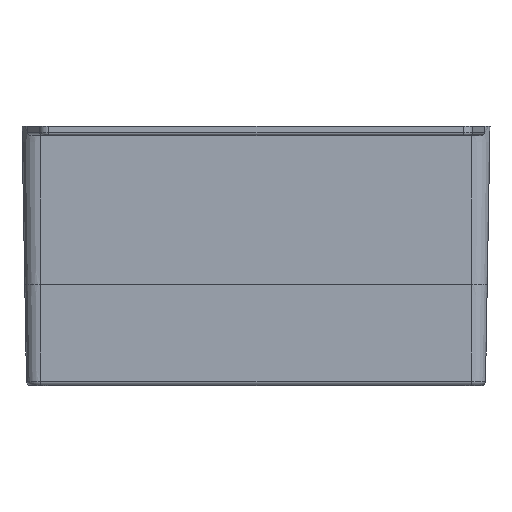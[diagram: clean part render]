
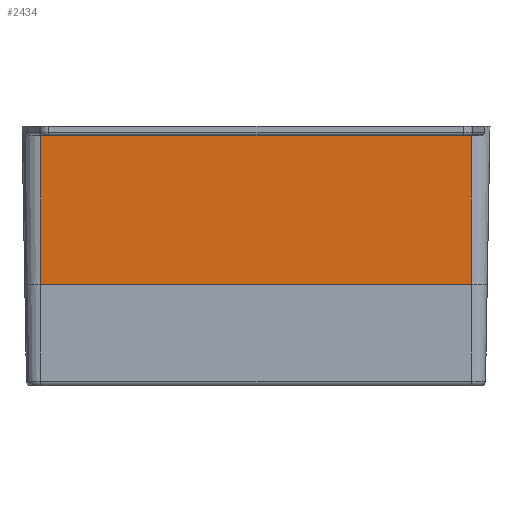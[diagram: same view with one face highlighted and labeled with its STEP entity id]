
A CAD part, front view. The second image highlights one B-rep face of the part: STEP entity #2434.
In plain terms, the highlighted planar face has unit normal (0, -1, -0.018).
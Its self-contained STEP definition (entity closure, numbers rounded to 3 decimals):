
#2374 = ORIENTED_EDGE ( 'NONE', *, *, #2455, .T. ) ;
#2375 = EDGE_CURVE ( 'NONE', #2432, #2433, #16727, .T. ) ;
#2377 = EDGE_LOOP ( 'NONE', ( #2435, #2438, #2374, #2440 ) ) ;
#2384 = VERTEX_POINT ( 'NONE', #16787 ) ;
#2388 = VERTEX_POINT ( 'NONE', #16783 ) ;
#2432 = VERTEX_POINT ( 'NONE', #16822 ) ;
#2433 = VERTEX_POINT ( 'NONE', #16871 ) ;
#2434 = ADVANCED_FACE ( 'NONE', ( #16798 ), #16855, .T. ) ;
#2435 = ORIENTED_EDGE ( 'NONE', *, *, #2375, .F. ) ;
#2436 = EDGE_CURVE ( 'NONE', #2432, #2388, #16909, .T. ) ;
#2438 = ORIENTED_EDGE ( 'NONE', *, *, #2436, .T. ) ;
#2440 = ORIENTED_EDGE ( 'NONE', *, *, #2448, .F. ) ;
#2448 = EDGE_CURVE ( 'NONE', #2433, #2384, #16888, .T. ) ;
#2455 = EDGE_CURVE ( 'NONE', #2388, #2384, #16919, .T. ) ;
#16724 = DIRECTION ( 'NONE',  ( 0., 0.017, -1. ) ) ;
#16725 = VECTOR ( 'NONE', #16724, 1000. ) ;
#16726 = CARTESIAN_POINT ( 'NONE',  ( -199.695, 2160.724, 1.5 ) ) ;
#16727 = LINE ( 'NONE', #16726, #16725 ) ;
#16783 = CARTESIAN_POINT ( 'NONE',  ( -335.695, 2159.903, 48.5 ) ) ;
#16787 = CARTESIAN_POINT ( 'NONE',  ( -335.695, 2160.724, 1.5 ) ) ;
#16798 = FACE_OUTER_BOUND ( 'NONE', #2377, .T. ) ;
#16822 = CARTESIAN_POINT ( 'NONE',  ( -199.695, 2159.903, 48.5 ) ) ;
#16855 = PLANE ( 'NONE',  #16872 ) ;
#16871 = CARTESIAN_POINT ( 'NONE',  ( -199.695, 2160.724, 1.5 ) ) ;
#16872 = AXIS2_PLACEMENT_3D ( 'NONE', #16881, #16873, #16908 ) ;
#16873 = DIRECTION ( 'NONE',  ( 0., -1., -0.017 ) ) ;
#16881 = CARTESIAN_POINT ( 'NONE',  ( -335.695, 2160.724, 1.5 ) ) ;
#16885 = VECTOR ( 'NONE', #16890, 1000. ) ;
#16886 = VECTOR ( 'NONE', #16934, 1000. ) ;
#16887 = CARTESIAN_POINT ( 'NONE',  ( -335.695, 2160.724, 1.5 ) ) ;
#16888 = LINE ( 'NONE', #16887, #16886 ) ;
#16890 = DIRECTION ( 'NONE',  ( 0., 0.017, -1. ) ) ;
#16904 = DIRECTION ( 'NONE',  ( -1., 0., 0. ) ) ;
#16905 = VECTOR ( 'NONE', #16904, 1000. ) ;
#16906 = CARTESIAN_POINT ( 'NONE',  ( -335.695, 2159.903, 48.5 ) ) ;
#16908 = DIRECTION ( 'NONE',  ( 0., 0.017, -1. ) ) ;
#16909 = LINE ( 'NONE', #16906, #16905 ) ;
#16918 = CARTESIAN_POINT ( 'NONE',  ( -335.695, 2160.724, 1.5 ) ) ;
#16919 = LINE ( 'NONE', #16918, #16885 ) ;
#16934 = DIRECTION ( 'NONE',  ( -1., 0., 0. ) ) ;
